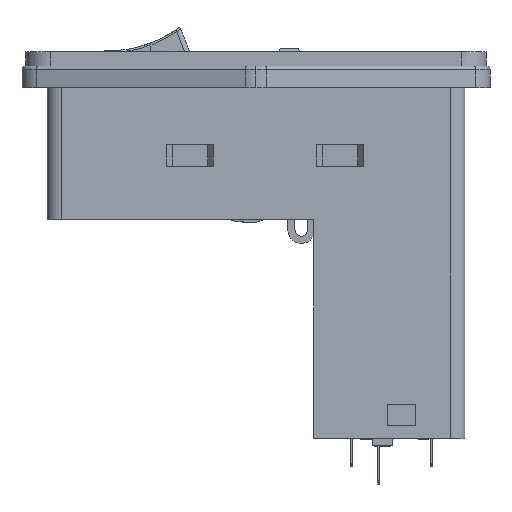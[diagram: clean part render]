
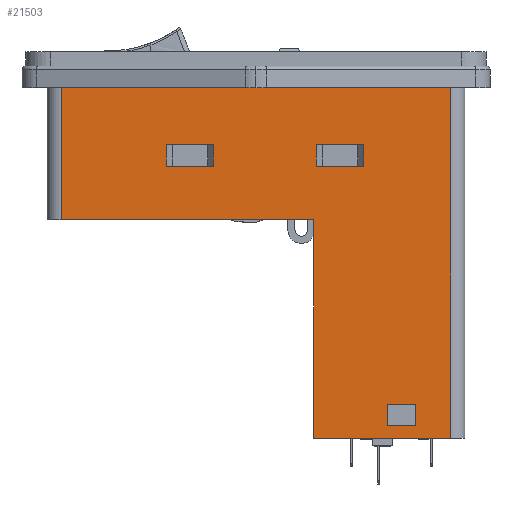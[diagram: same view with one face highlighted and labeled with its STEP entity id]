
A CAD part, left-side view. The second image highlights one B-rep face of the part: STEP entity #21503.
In plain terms, the highlighted planar face has unit normal (-1, 0, 0).
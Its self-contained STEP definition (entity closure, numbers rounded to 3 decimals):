
#15737 = CARTESIAN_POINT ( 'NONE',  ( -13.75, 27.25, -18.5 ) ) ;
#15738 = DIRECTION ( 'NONE',  ( 0., 1., 0. ) ) ;
#15739 = VECTOR ( 'NONE', #15738, 1000. ) ;
#15740 = CARTESIAN_POINT ( 'NONE',  ( -13.75, 29.25, -18.5 ) ) ;
#15741 = LINE ( 'NONE', #15740, #15739 ) ;
#15788 = DIRECTION ( 'NONE',  ( 0., 1., 0. ) ) ;
#15789 = VECTOR ( 'NONE', #15788, 1000. ) ;
#15790 = CARTESIAN_POINT ( 'NONE',  ( -13.75, -8.05, -49.1 ) ) ;
#15791 = LINE ( 'NONE', #15790, #15789 ) ;
#15934 = CARTESIAN_POINT ( 'NONE',  ( -13.75, -27.25, -49.1 ) ) ;
#15988 = CARTESIAN_POINT ( 'NONE',  ( -13.75, 27.25, 0. ) ) ;
#15989 = DIRECTION ( 'NONE',  ( 0., 1., 0. ) ) ;
#15990 = VECTOR ( 'NONE', #15989, 1000. ) ;
#15991 = CARTESIAN_POINT ( 'NONE',  ( -13.75, 29.25, 0. ) ) ;
#15992 = LINE ( 'NONE', #15991, #15990 ) ;
#15993 = CARTESIAN_POINT ( 'NONE',  ( -13.75, -27.25, 0. ) ) ;
#15994 = DIRECTION ( 'NONE',  ( 0., 0., 1. ) ) ;
#15995 = VECTOR ( 'NONE', #15994, 1000. ) ;
#15996 = CARTESIAN_POINT ( 'NONE',  ( -13.75, -27.25, -18.5 ) ) ;
#15997 = LINE ( 'NONE', #15996, #15995 ) ;
#16096 = DIRECTION ( 'NONE',  ( 0., 0., -1. ) ) ;
#16097 = VECTOR ( 'NONE', #16096, 1000. ) ;
#16098 = CARTESIAN_POINT ( 'NONE',  ( -13.75, 27.25, -18.5 ) ) ;
#16099 = LINE ( 'NONE', #16098, #16097 ) ;
#16108 = DIRECTION ( 'NONE',  ( 0., -1., 0. ) ) ;
#16109 = VECTOR ( 'NONE', #16108, 1000. ) ;
#16110 = CARTESIAN_POINT ( 'NONE',  ( -13.75, -9.25, -8. ) ) ;
#16111 = LINE ( 'NONE', #16110, #16109 ) ;
#16112 = CARTESIAN_POINT ( 'NONE',  ( -13.75, -8.45, -8. ) ) ;
#16113 = CARTESIAN_POINT ( 'NONE',  ( -13.75, 12.55, -11. ) ) ;
#16146 = DIRECTION ( 'NONE',  ( 0., -1., 0. ) ) ;
#16147 = VECTOR ( 'NONE', #16146, 1000. ) ;
#16148 = CARTESIAN_POINT ( 'NONE',  ( -13.75, 11.75, -8. ) ) ;
#16149 = LINE ( 'NONE', #16148, #16147 ) ;
#16216 = DIRECTION ( 'NONE',  ( 0., 0., -1. ) ) ;
#16217 = VECTOR ( 'NONE', #16216, 1000. ) ;
#16218 = CARTESIAN_POINT ( 'NONE',  ( -13.75, -22.35, -44.3 ) ) ;
#16219 = LINE ( 'NONE', #16218, #16217 ) ;
#16221 = DIRECTION ( 'NONE',  ( 0., 1., 0. ) ) ;
#16222 = VECTOR ( 'NONE', #16221, 1000. ) ;
#16223 = CARTESIAN_POINT ( 'NONE',  ( -13.75, -9.25, -11. ) ) ;
#16224 = LINE ( 'NONE', #16223, #16222 ) ;
#16225 = DIRECTION ( 'NONE',  ( 0., 0., 1. ) ) ;
#16226 = VECTOR ( 'NONE', #16225, 1000. ) ;
#16227 = CARTESIAN_POINT ( 'NONE',  ( -13.75, -8.05, -49.1 ) ) ;
#16228 = LINE ( 'NONE', #16227, #16226 ) ;
#16229 = CARTESIAN_POINT ( 'NONE',  ( -13.75, -8.05, -49.1 ) ) ;
#16244 = CARTESIAN_POINT ( 'NONE',  ( -13.75, -8.05, -18.5 ) ) ;
#16284 = CARTESIAN_POINT ( 'NONE',  ( -13.75, -22.35, -47.3 ) ) ;
#16297 = DIRECTION ( 'NONE',  ( 0., 0., -1. ) ) ;
#16298 = DIRECTION ( 'NONE',  ( 1., 0., 0. ) ) ;
#16299 = CARTESIAN_POINT ( 'NONE',  ( -13.75, 29.25, -18.5 ) ) ;
#16300 = AXIS2_PLACEMENT_3D ( 'NONE', #16299, #16298, #16297 ) ;
#16301 = PLANE ( 'NONE',  #16300 ) ;
#16302 = FACE_BOUND ( 'NONE', #21579, .T. ) ;
#16303 = FACE_BOUND ( 'NONE', #21501, .T. ) ;
#16304 = FACE_OUTER_BOUND ( 'NONE', #21438, .T. ) ;
#16305 = FACE_BOUND ( 'NONE', #21406, .T. ) ;
#16306 = DIRECTION ( 'NONE',  ( 0., 0., 1. ) ) ;
#16307 = VECTOR ( 'NONE', #16306, 1000. ) ;
#16308 = CARTESIAN_POINT ( 'NONE',  ( -13.75, -8.45, -8. ) ) ;
#16309 = LINE ( 'NONE', #16308, #16307 ) ;
#16310 = CARTESIAN_POINT ( 'NONE',  ( -13.75, 12.55, -8. ) ) ;
#16311 = CARTESIAN_POINT ( 'NONE',  ( -13.75, -15.05, -8. ) ) ;
#16368 = DIRECTION ( 'NONE',  ( 0., 0., -1. ) ) ;
#16369 = VECTOR ( 'NONE', #16368, 1000. ) ;
#16370 = CARTESIAN_POINT ( 'NONE',  ( -13.75, -15.05, -11. ) ) ;
#16371 = LINE ( 'NONE', #16370, #16369 ) ;
#16397 = CARTESIAN_POINT ( 'NONE',  ( -13.75, -18.35, -47.3 ) ) ;
#16400 = DIRECTION ( 'NONE',  ( 0., 1., 0. ) ) ;
#16401 = VECTOR ( 'NONE', #16400, 1000. ) ;
#16403 = CARTESIAN_POINT ( 'NONE',  ( -13.75, -18.35, -47.3 ) ) ;
#16405 = LINE ( 'NONE', #16403, #16401 ) ;
#16412 = DIRECTION ( 'NONE',  ( 0., 0., 1. ) ) ;
#16413 = VECTOR ( 'NONE', #16412, 1000. ) ;
#16415 = CARTESIAN_POINT ( 'NONE',  ( -13.75, 12.55, -8. ) ) ;
#16416 = LINE ( 'NONE', #16415, #16413 ) ;
#16470 = CARTESIAN_POINT ( 'NONE',  ( -13.75, -8.45, -11. ) ) ;
#16471 = CARTESIAN_POINT ( 'NONE',  ( -13.75, 5.95, -11. ) ) ;
#16472 = CARTESIAN_POINT ( 'NONE',  ( -13.75, 5.95, -8. ) ) ;
#16498 = DIRECTION ( 'NONE',  ( 0., 0., -1. ) ) ;
#16499 = VECTOR ( 'NONE', #16498, 1000. ) ;
#16500 = CARTESIAN_POINT ( 'NONE',  ( -13.75, 5.95, -11. ) ) ;
#16501 = LINE ( 'NONE', #16500, #16499 ) ;
#16544 = CARTESIAN_POINT ( 'NONE',  ( -13.75, -22.35, -44.3 ) ) ;
#16545 = DIRECTION ( 'NONE',  ( 0., 0., 1. ) ) ;
#16546 = VECTOR ( 'NONE', #16545, 1000. ) ;
#16547 = CARTESIAN_POINT ( 'NONE',  ( -13.75, -18.35, -44.3 ) ) ;
#16548 = LINE ( 'NONE', #16547, #16546 ) ;
#16584 = CARTESIAN_POINT ( 'NONE',  ( -13.75, -15.05, -11. ) ) ;
#16586 = DIRECTION ( 'NONE',  ( 0., 1., 0. ) ) ;
#16587 = VECTOR ( 'NONE', #16586, 1000. ) ;
#16590 = CARTESIAN_POINT ( 'NONE',  ( -13.75, 11.75, -11. ) ) ;
#16591 = LINE ( 'NONE', #16590, #16587 ) ;
#16619 = CARTESIAN_POINT ( 'NONE',  ( -13.75, -18.35, -44.3 ) ) ;
#16620 = DIRECTION ( 'NONE',  ( 0., -1., 0. ) ) ;
#16621 = VECTOR ( 'NONE', #16620, 1000. ) ;
#16622 = CARTESIAN_POINT ( 'NONE',  ( -13.75, -18.35, -44.3 ) ) ;
#16623 = LINE ( 'NONE', #16622, #16621 ) ;
#21211 = EDGE_CURVE ( 'NONE', #21485, #21212, #15741, .T. ) ;
#21212 = VERTEX_POINT ( 'NONE', #15737 ) ;
#21218 = ORIENTED_EDGE ( 'NONE', *, *, #21219, .F. ) ;
#21219 = EDGE_CURVE ( 'NONE', #21337, #21492, #15791, .T. ) ;
#21337 = VERTEX_POINT ( 'NONE', #15934 ) ;
#21338 = ORIENTED_EDGE ( 'NONE', *, *, #21339, .T. ) ;
#21339 = EDGE_CURVE ( 'NONE', #21337, #21340, #15997, .T. ) ;
#21340 = VERTEX_POINT ( 'NONE', #15993 ) ;
#21341 = ORIENTED_EDGE ( 'NONE', *, *, #21342, .T. ) ;
#21342 = EDGE_CURVE ( 'NONE', #21340, #21343, #15992, .T. ) ;
#21343 = VERTEX_POINT ( 'NONE', #15988 ) ;
#21401 = ORIENTED_EDGE ( 'NONE', *, *, #21402, .T. ) ;
#21402 = EDGE_CURVE ( 'NONE', #21343, #21212, #16099, .T. ) ;
#21403 = ORIENTED_EDGE ( 'NONE', *, *, #21211, .F. ) ;
#21404 = ORIENTED_EDGE ( 'NONE', *, *, #21494, .F. ) ;
#21405 = ORIENTED_EDGE ( 'NONE', *, *, #21548, .T. ) ;
#21406 = EDGE_LOOP ( 'NONE', ( #21572, #21496, #21498, #21436 ) ) ;
#21434 = VERTEX_POINT ( 'NONE', #16113 ) ;
#21435 = VERTEX_POINT ( 'NONE', #16112 ) ;
#21436 = ORIENTED_EDGE ( 'NONE', *, *, #21437, .T. ) ;
#21437 = EDGE_CURVE ( 'NONE', #21435, #21533, #16111, .T. ) ;
#21438 = EDGE_LOOP ( 'NONE', ( #21218, #21338, #21341, #21401, #21403, #21404 ) ) ;
#21454 = EDGE_CURVE ( 'NONE', #21534, #21570, #16149, .T. ) ;
#21459 = ORIENTED_EDGE ( 'NONE', *, *, #21621, .T. ) ;
#21460 = ORIENTED_EDGE ( 'NONE', *, *, #21461, .T. ) ;
#21461 = EDGE_CURVE ( 'NONE', #21611, #21506, #16219, .T. ) ;
#21467 = ORIENTED_EDGE ( 'NONE', *, *, #21626, .T. ) ;
#21485 = VERTEX_POINT ( 'NONE', #16244 ) ;
#21492 = VERTEX_POINT ( 'NONE', #16229 ) ;
#21494 = EDGE_CURVE ( 'NONE', #21492, #21485, #16228, .T. ) ;
#21496 = ORIENTED_EDGE ( 'NONE', *, *, #21497, .T. ) ;
#21497 = EDGE_CURVE ( 'NONE', #21627, #21574, #16224, .T. ) ;
#21498 = ORIENTED_EDGE ( 'NONE', *, *, #21499, .T. ) ;
#21499 = EDGE_CURVE ( 'NONE', #21574, #21435, #16309, .T. ) ;
#21501 = EDGE_LOOP ( 'NONE', ( #21502, #21467, #21405, #21505 ) ) ;
#21502 = ORIENTED_EDGE ( 'NONE', *, *, #21594, .T. ) ;
#21503 = ADVANCED_FACE ( 'NONE', ( #16305, #16304, #16303, #16302 ), #16301, .F. ) ;
#21505 = ORIENTED_EDGE ( 'NONE', *, *, #21454, .T. ) ;
#21506 = VERTEX_POINT ( 'NONE', #16284 ) ;
#21533 = VERTEX_POINT ( 'NONE', #16311 ) ;
#21534 = VERTEX_POINT ( 'NONE', #16310 ) ;
#21535 = EDGE_CURVE ( 'NONE', #21533, #21627, #16371, .T. ) ;
#21548 = EDGE_CURVE ( 'NONE', #21434, #21534, #16416, .T. ) ;
#21550 = ORIENTED_EDGE ( 'NONE', *, *, #21551, .T. ) ;
#21551 = EDGE_CURVE ( 'NONE', #21506, #21552, #16405, .T. ) ;
#21552 = VERTEX_POINT ( 'NONE', #16397 ) ;
#21570 = VERTEX_POINT ( 'NONE', #16472 ) ;
#21571 = VERTEX_POINT ( 'NONE', #16471 ) ;
#21572 = ORIENTED_EDGE ( 'NONE', *, *, #21535, .T. ) ;
#21574 = VERTEX_POINT ( 'NONE', #16470 ) ;
#21579 = EDGE_LOOP ( 'NONE', ( #21459, #21460, #21550, #21609 ) ) ;
#21594 = EDGE_CURVE ( 'NONE', #21570, #21571, #16501, .T. ) ;
#21609 = ORIENTED_EDGE ( 'NONE', *, *, #21610, .T. ) ;
#21610 = EDGE_CURVE ( 'NONE', #21552, #21622, #16548, .T. ) ;
#21611 = VERTEX_POINT ( 'NONE', #16544 ) ;
#21621 = EDGE_CURVE ( 'NONE', #21622, #21611, #16623, .T. ) ;
#21622 = VERTEX_POINT ( 'NONE', #16619 ) ;
#21626 = EDGE_CURVE ( 'NONE', #21571, #21434, #16591, .T. ) ;
#21627 = VERTEX_POINT ( 'NONE', #16584 ) ;
